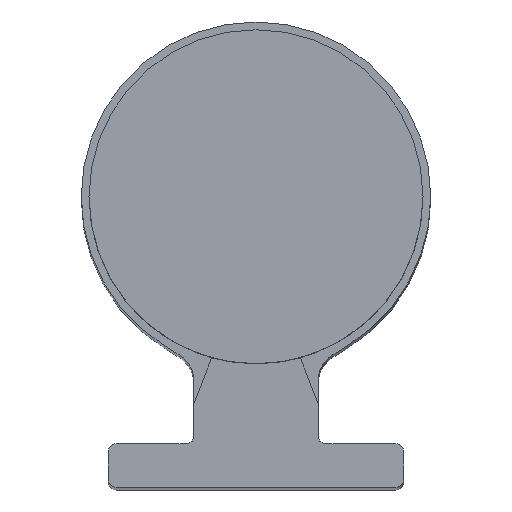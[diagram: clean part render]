
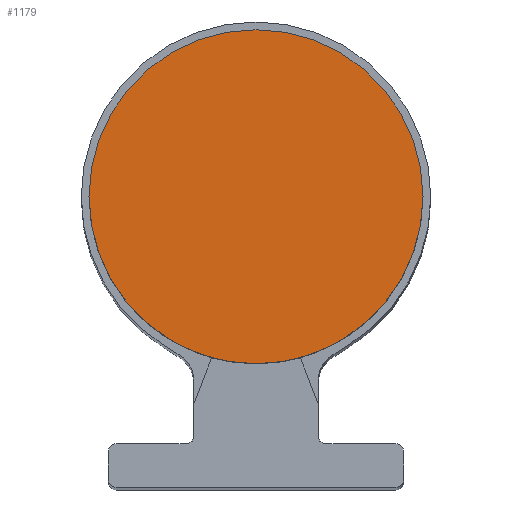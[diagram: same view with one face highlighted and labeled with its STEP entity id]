
A CAD part, top view. The second image highlights one B-rep face of the part: STEP entity #1179.
In plain terms, the highlighted planar face has unit normal (0, 0, 1).
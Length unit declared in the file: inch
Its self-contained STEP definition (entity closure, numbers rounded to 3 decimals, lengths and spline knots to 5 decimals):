
#138 = CIRCLE ( 'NONE', #973, 0.1075 ) ;
#240 = AXIS2_PLACEMENT_3D ( 'NONE', #1102, #998, #360 ) ;
#312 = CIRCLE ( 'NONE', #240, 0.1075 ) ;
#360 = DIRECTION ( 'NONE',  ( 1., 0., 0. ) ) ;
#389 = DIRECTION ( 'NONE',  ( 0., 0., 1. ) ) ;
#425 = CARTESIAN_POINT ( 'NONE',  ( 0., 0., 0. ) ) ;
#497 = EDGE_CURVE ( 'NONE', #882, #652, #138, .T. ) ;
#579 = EDGE_CURVE ( 'NONE', #652, #882, #312, .T. ) ;
#608 = ORIENTED_EDGE ( 'NONE', *, *, #579, .T. ) ;
#652 = VERTEX_POINT ( 'NONE', #697 ) ;
#668 = CARTESIAN_POINT ( 'NONE',  ( 0., 0., 0. ) ) ;
#697 = CARTESIAN_POINT ( 'NONE',  ( -0.1075, 0., 0. ) ) ;
#705 = CARTESIAN_POINT ( 'NONE',  ( 0.1075, 0., 0. ) ) ;
#734 = ORIENTED_EDGE ( 'NONE', *, *, #497, .T. ) ;
#790 = FACE_OUTER_BOUND ( 'NONE', #935, .T. ) ;
#855 = DIRECTION ( 'NONE',  ( 1., 0., 0. ) ) ;
#874 = PLANE ( 'NONE',  #946 ) ;
#882 = VERTEX_POINT ( 'NONE', #705 ) ;
#935 = EDGE_LOOP ( 'NONE', ( #734, #608 ) ) ;
#946 = AXIS2_PLACEMENT_3D ( 'NONE', #668, #389, #855 ) ;
#973 = AXIS2_PLACEMENT_3D ( 'NONE', #425, #1087, #1092 ) ;
#998 = DIRECTION ( 'NONE',  ( 0., 0., 1. ) ) ;
#1087 = DIRECTION ( 'NONE',  ( 0., 0., 1. ) ) ;
#1092 = DIRECTION ( 'NONE',  ( 1., 0., 0. ) ) ;
#1102 = CARTESIAN_POINT ( 'NONE',  ( 0., 0., 0. ) ) ;
#1179 = ADVANCED_FACE ( 'NONE', ( #790 ), #874, .T. ) ;
